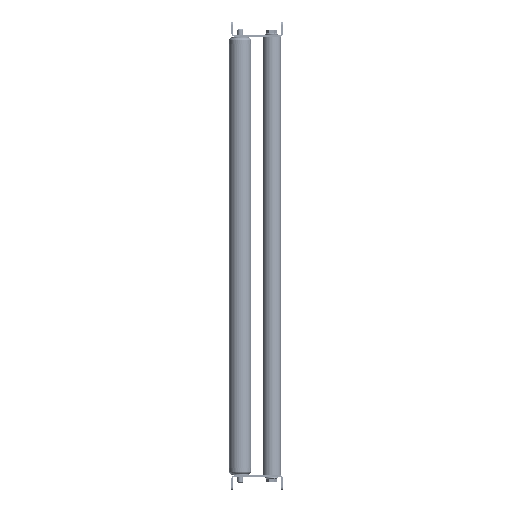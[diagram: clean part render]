
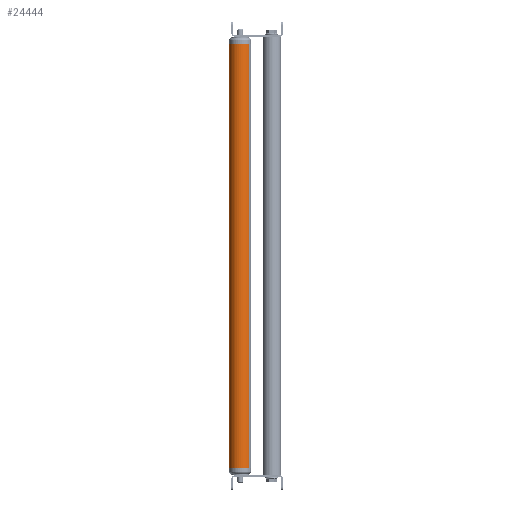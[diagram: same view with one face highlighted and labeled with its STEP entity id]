
A CAD part, left-side view. The second image highlights one B-rep face of the part: STEP entity #24444.
In plain terms, the highlighted cylindrical face has radius 15 mm (diameter 30 mm), a partial arc.
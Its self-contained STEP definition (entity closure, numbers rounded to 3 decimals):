
#496 = FACE_OUTER_BOUND ( 'NONE', #45104, .T. ) ;
#1656 = VERTEX_POINT ( 'NONE', #14918 ) ;
#3689 = DIRECTION ( 'NONE',  ( -1., 0., 0. ) ) ;
#4177 = CYLINDRICAL_SURFACE ( 'NONE', #44186, 15. ) ;
#4438 = DIRECTION ( 'NONE',  ( 0., 0., -1. ) ) ;
#8525 = EDGE_CURVE ( 'NONE', #46358, #1656, #48339, .T. ) ;
#10663 = VECTOR ( 'NONE', #11366, 1000. ) ;
#10807 = AXIS2_PLACEMENT_3D ( 'NONE', #45694, #34231, #12627 ) ;
#11366 = DIRECTION ( 'NONE',  ( -1., 0., 0. ) ) ;
#12042 = CARTESIAN_POINT ( 'NONE',  ( 0., 0., -15. ) ) ;
#12627 = DIRECTION ( 'NONE',  ( 0., 0., -1. ) ) ;
#13024 = ORIENTED_EDGE ( 'NONE', *, *, #22862, .T. ) ;
#14918 = CARTESIAN_POINT ( 'NONE',  ( 580., 0., 15. ) ) ;
#15276 = DIRECTION ( 'NONE',  ( -1., 0., 0. ) ) ;
#15865 = DIRECTION ( 'NONE',  ( 0., 0., 1. ) ) ;
#22087 = VERTEX_POINT ( 'NONE', #35423 ) ;
#22862 = EDGE_CURVE ( 'NONE', #36657, #22087, #30024, .T. ) ;
#23599 = ORIENTED_EDGE ( 'NONE', *, *, #37866, .T. ) ;
#24444 = ADVANCED_FACE ( 'NONE', ( #496 ), #4177, .T. ) ;
#27313 = EDGE_CURVE ( 'NONE', #1656, #22087, #44909, .T. ) ;
#27453 = CARTESIAN_POINT ( 'NONE',  ( 580., 0., -15. ) ) ;
#29757 = LINE ( 'NONE', #30721, #37518 ) ;
#30024 = CIRCLE ( 'NONE', #47184, 15. ) ;
#30359 = CARTESIAN_POINT ( 'NONE',  ( 580., 0., 0. ) ) ;
#30721 = CARTESIAN_POINT ( 'NONE',  ( 580., 0., -15. ) ) ;
#33148 = ORIENTED_EDGE ( 'NONE', *, *, #27313, .F. ) ;
#33678 = CARTESIAN_POINT ( 'NONE',  ( 580., 0., 15. ) ) ;
#34231 = DIRECTION ( 'NONE',  ( 1., 0., 0. ) ) ;
#35423 = CARTESIAN_POINT ( 'NONE',  ( 0., 0., 15. ) ) ;
#36657 = VERTEX_POINT ( 'NONE', #12042 ) ;
#37496 = CARTESIAN_POINT ( 'NONE',  ( 0., 0., 0. ) ) ;
#37518 = VECTOR ( 'NONE', #15276, 1000. ) ;
#37866 = EDGE_CURVE ( 'NONE', #46358, #36657, #29757, .T. ) ;
#40118 = ORIENTED_EDGE ( 'NONE', *, *, #8525, .F. ) ;
#41387 = DIRECTION ( 'NONE',  ( 1., 0., 0. ) ) ;
#44186 = AXIS2_PLACEMENT_3D ( 'NONE', #30359, #3689, #15865 ) ;
#44909 = LINE ( 'NONE', #33678, #10663 ) ;
#45104 = EDGE_LOOP ( 'NONE', ( #40118, #23599, #13024, #33148 ) ) ;
#45694 = CARTESIAN_POINT ( 'NONE',  ( 580., 0., 0. ) ) ;
#46358 = VERTEX_POINT ( 'NONE', #27453 ) ;
#47184 = AXIS2_PLACEMENT_3D ( 'NONE', #37496, #41387, #4438 ) ;
#48339 = CIRCLE ( 'NONE', #10807, 15. ) ;
